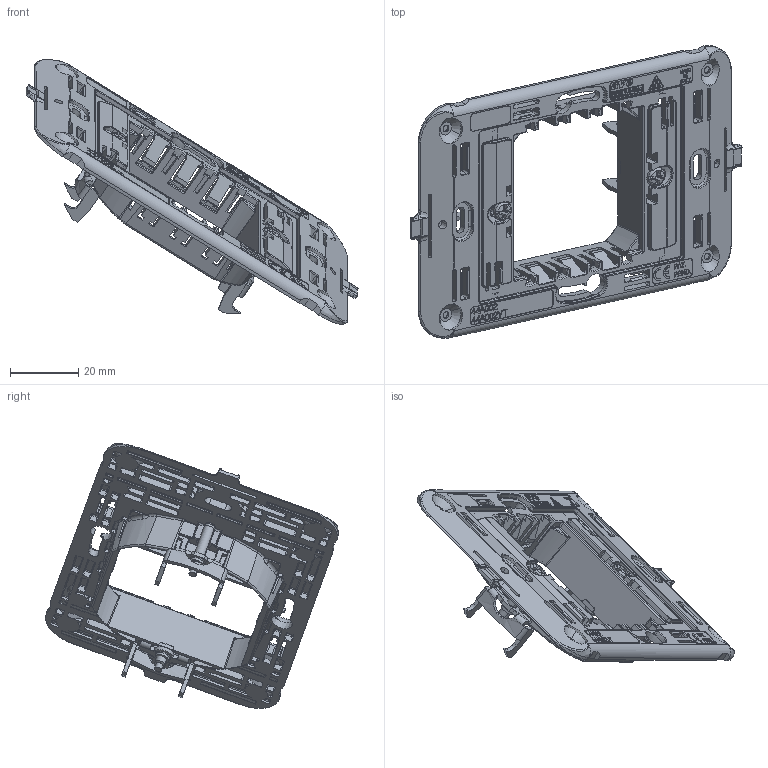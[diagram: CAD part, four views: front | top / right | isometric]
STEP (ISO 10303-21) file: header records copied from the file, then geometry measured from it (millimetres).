
FILE_DESCRIPTION(('CATIA V5 STEP Exchange'),'2;1');
FILE_NAME('44A002.stp','2023-09-25T09:32:31+00:00',('none'),('none'),'CATIA Version 5-6 Release 2016 SP6','CATIA V5 STEP AP203','none');
FILE_SCHEMA(('CONFIG_CONTROL_DESIGN'));
Products named in the file (1): 44A002
Assembly tree (6 placements, depth 2):
  44A002
    #57
    #150540
    #150584  x2
    #154567  x2
Bounding box: 97.61 x 86.17 x 77.85 mm (x, y, z)
Volume: 17598.2 mm3; surface area: 23890.3 mm2
Topology: 5 solids, 5 shells, 4921 faces, 12961 edges, 7842 vertices
Faces by surface type: plane 2516, cylinder 1373, sphere 361, bspline 331, cone 205, torus 107, extrusion 28
Entity records: 156702 total; most frequent: CARTESIAN_POINT 53671, ORIENTED_EDGE 24226, DIRECTION 15935, EDGE_CURVE 12113, VERTEX_POINT 7521, VECTOR 6995, LINE 6971, AXIS2_PLACEMENT_3D 5387
